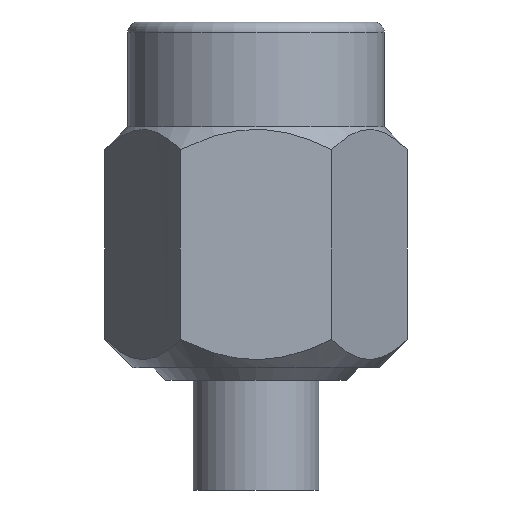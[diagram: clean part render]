
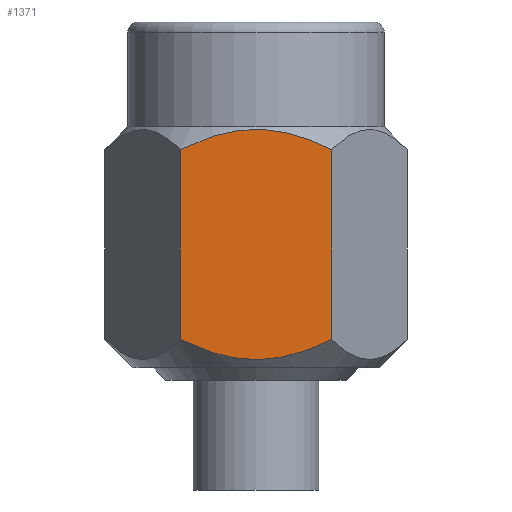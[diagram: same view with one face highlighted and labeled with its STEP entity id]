
A CAD part, left-side view. The second image highlights one B-rep face of the part: STEP entity #1371.
In plain terms, the highlighted planar face has unit normal (-1, 0, 0).
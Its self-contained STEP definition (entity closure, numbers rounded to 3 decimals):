
#24 = CARTESIAN_POINT ( 'NONE',  ( -3.175, -1.833, -7.7 ) ) ;
#78 = CARTESIAN_POINT ( 'NONE',  ( -3.175, 1.833, -7.7 ) ) ;
#81 = CARTESIAN_POINT ( 'NONE',  ( -3.175, -0.725, -8.113 ) ) ;
#95 = CARTESIAN_POINT ( 'NONE',  ( -3.175, 0.578, -2.643 ) ) ;
#173 = ORIENTED_EDGE ( 'NONE', *, *, #715, .T. ) ;
#238 = CARTESIAN_POINT ( 'NONE',  ( -3.175, -1.497, -7.868 ) ) ;
#246 = CARTESIAN_POINT ( 'NONE',  ( -3.175, -1.503, -2.93 ) ) ;
#250 = LINE ( 'NONE', #1204, #1477 ) ;
#254 = CARTESIAN_POINT ( 'NONE',  ( -3.175, 0.954, -2.744 ) ) ;
#261 = CARTESIAN_POINT ( 'NONE',  ( -3.175, 1.833, -3.095 ) ) ;
#284 = CARTESIAN_POINT ( 'NONE',  ( -3.175, 1.833, -3.095 ) ) ;
#394 = CARTESIAN_POINT ( 'NONE',  ( -3.175, 1.419, -7.894 ) ) ;
#410 = CARTESIAN_POINT ( 'NONE',  ( -3.175, -0.837, -2.712 ) ) ;
#414 = CARTESIAN_POINT ( 'NONE',  ( -3.175, 1.072, -2.779 ) ) ;
#429 = VERTEX_POINT ( 'NONE', #1137 ) ;
#502 = FACE_OUTER_BOUND ( 'NONE', #1502, .T. ) ;
#542 = CARTESIAN_POINT ( 'NONE',  ( -3.175, 1.028, -8.03 ) ) ;
#559 = CARTESIAN_POINT ( 'NONE',  ( -3.175, -0.728, -2.686 ) ) ;
#564 = CARTESIAN_POINT ( 'NONE',  ( -3.175, 1.268, -2.847 ) ) ;
#576 = B_SPLINE_CURVE_WITH_KNOTS ( 'NONE', 3,
 ( #78, #984, #394, #1462, #542, #1624, #687, #1769, #846, #1925, #994, #81, #1151, #238, #1302 ),
 .UNSPECIFIED., .F., .F.,
 ( 4, 1, 2, 2, 2, 2, 2, 4 ),
 ( 0., 0.125, 0.187, 0.25, 0.5, 0.625, 0.75, 1. ),
 .UNSPECIFIED. ) ;
#687 = CARTESIAN_POINT ( 'NONE',  ( -3.175, 0.579, -8.152 ) ) ;
#701 = PLANE ( 'NONE',  #1246 ) ;
#706 = CARTESIAN_POINT ( 'NONE',  ( -3.175, -0.582, -2.655 ) ) ;
#715 = EDGE_CURVE ( 'NONE', #1140, #1258, #250, .T. ) ;
#846 = CARTESIAN_POINT ( 'NONE',  ( -3.175, -0.143, -8.192 ) ) ;
#859 = DIRECTION ( 'NONE',  ( 0., 0., 1. ) ) ;
#861 = CARTESIAN_POINT ( 'NONE',  ( -3.175, -0.291, -2.613 ) ) ;
#882 = EDGE_CURVE ( 'NONE', #1559, #1258, #1438, .T. ) ;
#984 = CARTESIAN_POINT ( 'NONE',  ( -3.175, 1.665, -7.784 ) ) ;
#994 = CARTESIAN_POINT ( 'NONE',  ( -3.175, -0.58, -8.142 ) ) ;
#1005 = CARTESIAN_POINT ( 'NONE',  ( -3.175, 0.293, -2.603 ) ) ;
#1037 = EDGE_CURVE ( 'NONE', #429, #1559, #1107, .T. ) ;
#1099 = ORIENTED_EDGE ( 'NONE', *, *, #1352, .T. ) ;
#1107 = LINE ( 'NONE', #1427, #1481 ) ;
#1108 = ORIENTED_EDGE ( 'NONE', *, *, #882, .F. ) ;
#1137 = CARTESIAN_POINT ( 'NONE',  ( -3.175, 1.833, -7.7 ) ) ;
#1140 = VERTEX_POINT ( 'NONE', #24 ) ;
#1151 = CARTESIAN_POINT ( 'NONE',  ( -3.175, -1.178, -7.993 ) ) ;
#1160 = CARTESIAN_POINT ( 'NONE',  ( -3.175, -1.833, -3.095 ) ) ;
#1167 = CARTESIAN_POINT ( 'NONE',  ( -3.175, 0.913, -2.732 ) ) ;
#1204 = CARTESIAN_POINT ( 'NONE',  ( -3.175, -1.833, -7.7 ) ) ;
#1246 = AXIS2_PLACEMENT_3D ( 'NONE', #1310, #1783, #859 ) ;
#1258 = VERTEX_POINT ( 'NONE', #1892 ) ;
#1302 = CARTESIAN_POINT ( 'NONE',  ( -3.175, -1.833, -7.7 ) ) ;
#1310 = CARTESIAN_POINT ( 'NONE',  ( -3.175, -1.833, -8.382 ) ) ;
#1314 = CARTESIAN_POINT ( 'NONE',  ( -3.175, -1.189, -2.805 ) ) ;
#1322 = CARTESIAN_POINT ( 'NONE',  ( -3.175, 1.032, -2.767 ) ) ;
#1326 = CARTESIAN_POINT ( 'NONE',  ( -3.175, 1.668, -3.012 ) ) ;
#1352 = EDGE_CURVE ( 'NONE', #429, #1140, #576, .T. ) ;
#1371 = ADVANCED_FACE ( 'NONE', ( #502 ), #701, .T. ) ;
#1427 = CARTESIAN_POINT ( 'NONE',  ( -3.175, 1.833, -7.7 ) ) ;
#1438 = B_SPLINE_CURVE_WITH_KNOTS ( 'NONE', 3,
 ( #261, #1326, #1643, #564, #1487, #414, #1322, #254, #1167, #95, #1005, #1940, #861, #1785, #706, #1639, #559, #1475, #410, #1314, #246, #1160 ),
 .UNSPECIFIED., .F., .F.,
 ( 4, 2, 2, 2, 2, 2, 2, 2, 2, 2, 4 ),
 ( 0., 0.125, 0.187, 0.219, 0.25, 0.5, 0.625, 0.688, 0.719, 0.75, 1. ),
 .UNSPECIFIED. ) ;
#1462 = CARTESIAN_POINT ( 'NONE',  ( -3.175, 1.183, -7.979 ) ) ;
#1475 = CARTESIAN_POINT ( 'NONE',  ( -3.175, -0.802, -2.703 ) ) ;
#1477 = VECTOR ( 'NONE', #1846, 1000. ) ;
#1481 = VECTOR ( 'NONE', #1590, 1000. ) ;
#1487 = CARTESIAN_POINT ( 'NONE',  ( -3.175, 1.189, -2.818 ) ) ;
#1502 = EDGE_LOOP ( 'NONE', ( #1506, #1099, #173, #1108 ) ) ;
#1506 = ORIENTED_EDGE ( 'NONE', *, *, #1037, .F. ) ;
#1559 = VERTEX_POINT ( 'NONE', #284 ) ;
#1590 = DIRECTION ( 'NONE',  ( 0., 0., 1. ) ) ;
#1624 = CARTESIAN_POINT ( 'NONE',  ( -3.175, 0.95, -8.053 ) ) ;
#1639 = CARTESIAN_POINT ( 'NONE',  ( -3.175, -0.692, -2.678 ) ) ;
#1643 = CARTESIAN_POINT ( 'NONE',  ( -3.175, 1.507, -2.94 ) ) ;
#1769 = CARTESIAN_POINT ( 'NONE',  ( -3.175, 0.286, -8.191 ) ) ;
#1783 = DIRECTION ( 'NONE',  ( -1., 0., 0. ) ) ;
#1785 = CARTESIAN_POINT ( 'NONE',  ( -3.175, -0.509, -2.643 ) ) ;
#1846 = DIRECTION ( 'NONE',  ( 0., 0., 1. ) ) ;
#1892 = CARTESIAN_POINT ( 'NONE',  ( -3.175, -1.833, -3.095 ) ) ;
#1925 = CARTESIAN_POINT ( 'NONE',  ( -3.175, -0.288, -8.182 ) ) ;
#1940 = CARTESIAN_POINT ( 'NONE',  ( -3.175, -0.147, -2.604 ) ) ;
